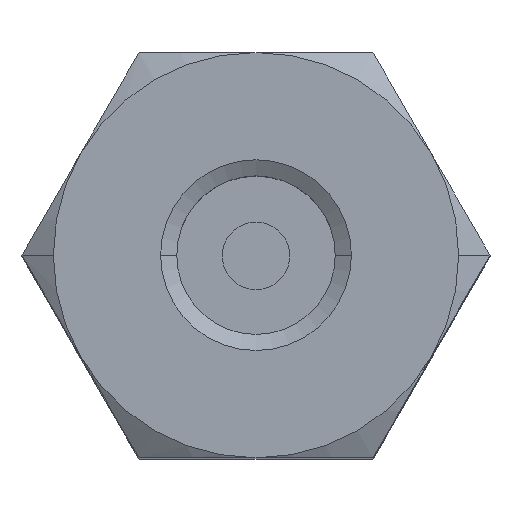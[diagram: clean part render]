
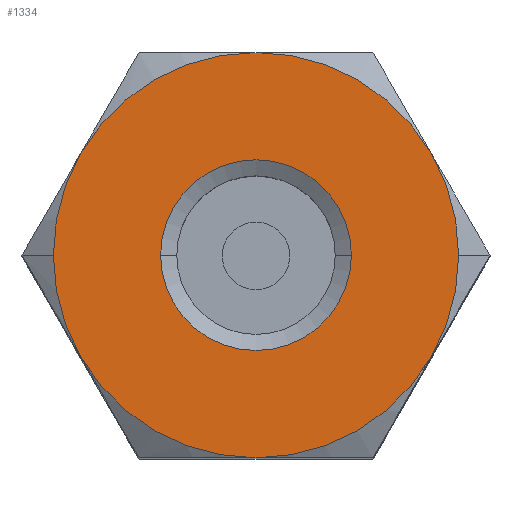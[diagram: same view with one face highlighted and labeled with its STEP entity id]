
A CAD part, top view. The second image highlights one B-rep face of the part: STEP entity #1334.
In plain terms, the highlighted planar face has unit normal (0, 0, 1).
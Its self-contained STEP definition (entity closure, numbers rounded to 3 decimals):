
#532=EDGE_CURVE('',#1154,#560,#1472,.T.);
#560=VERTEX_POINT('',#1501);
#656=VERTEX_POINT('',#1604);
#658=EDGE_CURVE('',#948,#656,#1606,.T.);
#680=EDGE_CURVE('',#1348,#1154,#1630,.T.);
#790=EDGE_CURVE('',#656,#948,#1763,.T.);
#814=EDGE_CURVE('',#560,#1184,#1790,.T.);
#882=EDGE_CURVE('',#1184,#1322,#1870,.T.);
#948=VERTEX_POINT('',#1945);
#1026=VERTEX_POINT('',#2030);
#1036=EDGE_CURVE('',#1354,#1348,#2041,.T.);
#1154=VERTEX_POINT('',#2176);
#1184=VERTEX_POINT('',#2208);
#1226=EDGE_CURVE('',#1026,#1372,#2253,.T.);
#1314=EDGE_CURVE('',#1322,#1026,#2354,.T.);
#1322=VERTEX_POINT('',#2363);
#1334=ADVANCED_FACE('',(#2376,#2377),#2378,.T.);
#1348=VERTEX_POINT('',#2393);
#1354=VERTEX_POINT('',#2400);
#1368=EDGE_CURVE('',#1372,#1354,#2415,.T.);
#1372=VERTEX_POINT('',#2420);
#1472=CIRCLE('',#2562,8.5);
#1501=CARTESIAN_POINT('',(0.,-8.5,49.6));
#1604=CARTESIAN_POINT('',(4.0,0.,49.6));
#1606=CIRCLE('',#2871,4.0);
#1630=CIRCLE('',#2923,8.5);
#1763=CIRCLE('',#3152,4.0);
#1790=CIRCLE('',#3215,8.5);
#1870=CIRCLE('',#3377,8.5);
#1945=CARTESIAN_POINT('',(-4.0,0.,49.6));
#2030=CARTESIAN_POINT('',(7.361,4.25,49.6));
#2041=CIRCLE('',#3650,8.5);
#2176=CARTESIAN_POINT('',(-7.361,-4.25,49.6));
#2208=CARTESIAN_POINT('',(7.361,-4.25,49.6));
#2253=CIRCLE('',#3990,8.5);
#2354=CIRCLE('',#4156,8.5);
#2363=CARTESIAN_POINT('',(8.5,0.,49.6));
#2376=FACE_BOUND('',#4184,.T.);
#2377=FACE_OUTER_BOUND('',#4185,.T.);
#2378=PLANE('',#4186);
#2393=CARTESIAN_POINT('',(-8.5,0.,49.6));
#2400=CARTESIAN_POINT('',(-7.361,4.25,49.6));
#2415=CIRCLE('',#4268,8.5);
#2420=CARTESIAN_POINT('',(0.,8.5,49.6));
#2562=AXIS2_PLACEMENT_3D('',#4413,#4414,#4415);
#2871=AXIS2_PLACEMENT_3D('',#4548,#4549,#4550);
#2923=AXIS2_PLACEMENT_3D('',#4572,#4573,#4574);
#3152=AXIS2_PLACEMENT_3D('',#4788,#4789,#4790);
#3215=AXIS2_PLACEMENT_3D('',#4818,#4819,#4820);
#3377=AXIS2_PLACEMENT_3D('',#4929,#4930,#4931);
#3650=AXIS2_PLACEMENT_3D('',#5099,#5100,#5101);
#3990=AXIS2_PLACEMENT_3D('',#5335,#5336,#5337);
#4156=AXIS2_PLACEMENT_3D('',#5470,#5471,#5472);
#4184=EDGE_LOOP('',(#5497,#5498));
#4185=EDGE_LOOP('',(#5499,#5500,#5501,#5502,#5503,#5504,#5505,#5506));
#4186=AXIS2_PLACEMENT_3D('',#5507,#5508,#5509);
#4268=AXIS2_PLACEMENT_3D('',#5540,#5541,#5542);
#4413=CARTESIAN_POINT('',(0.,0.,49.6));
#4414=DIRECTION('',(0.0,0.0,1.0));
#4415=DIRECTION('',(-1.0,0.,0.0));
#4548=CARTESIAN_POINT('',(0.0,0.,49.6));
#4549=DIRECTION('',(-0.0,0.0,-1.0));
#4550=DIRECTION('',(-1.0,0.,0.0));
#4572=CARTESIAN_POINT('',(0.,0.,49.6));
#4573=DIRECTION('',(0.0,0.0,1.0));
#4574=DIRECTION('',(-1.0,0.,0.0));
#4788=CARTESIAN_POINT('',(0.0,0.,49.6));
#4789=DIRECTION('',(-0.0,0.0,-1.0));
#4790=DIRECTION('',(-1.0,0.,0.0));
#4818=CARTESIAN_POINT('',(0.,0.,49.6));
#4819=DIRECTION('',(0.0,0.0,1.0));
#4820=DIRECTION('',(-1.0,0.,0.0));
#4929=CARTESIAN_POINT('',(0.,0.,49.6));
#4930=DIRECTION('',(0.0,0.0,1.0));
#4931=DIRECTION('',(-1.0,0.,0.0));
#5099=CARTESIAN_POINT('',(0.,0.,49.6));
#5100=DIRECTION('',(0.0,0.0,1.0));
#5101=DIRECTION('',(-1.0,0.,0.0));
#5335=CARTESIAN_POINT('',(0.,0.,49.6));
#5336=DIRECTION('',(0.0,0.0,1.0));
#5337=DIRECTION('',(-1.0,0.,0.0));
#5470=CARTESIAN_POINT('',(0.,0.,49.6));
#5471=DIRECTION('',(0.0,0.0,1.0));
#5472=DIRECTION('',(-1.0,0.,0.0));
#5497=ORIENTED_EDGE('',*,*,#658,.T.);
#5498=ORIENTED_EDGE('',*,*,#790,.T.);
#5499=ORIENTED_EDGE('',*,*,#1036,.T.);
#5500=ORIENTED_EDGE('',*,*,#680,.T.);
#5501=ORIENTED_EDGE('',*,*,#532,.T.);
#5502=ORIENTED_EDGE('',*,*,#814,.T.);
#5503=ORIENTED_EDGE('',*,*,#882,.T.);
#5504=ORIENTED_EDGE('',*,*,#1314,.T.);
#5505=ORIENTED_EDGE('',*,*,#1226,.T.);
#5506=ORIENTED_EDGE('',*,*,#1368,.T.);
#5507=CARTESIAN_POINT('',(-5.912,0.,49.6));
#5508=DIRECTION('',(0.0,0.0,1.0));
#5509=DIRECTION('',(-1.0,0.,0.0));
#5540=CARTESIAN_POINT('',(0.,0.,49.6));
#5541=DIRECTION('',(0.0,0.0,1.0));
#5542=DIRECTION('',(-1.0,0.,0.0));
